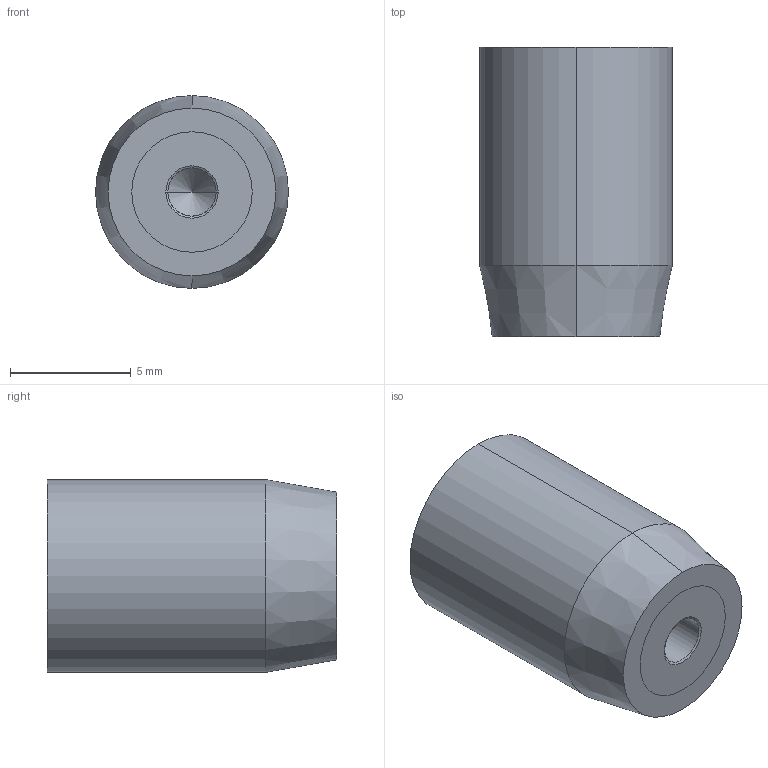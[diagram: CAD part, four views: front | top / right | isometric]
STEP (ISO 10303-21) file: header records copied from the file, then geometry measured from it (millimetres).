
FILE_DESCRIPTION (( 'STEP AP214' ), '1' );
FILE_NAME ('VD080512.STEP', '2013-06-27T09:27:34', ( '' ), ( '' ), 'SwSTEP 2.0', 'SolidWorks 2011', '' );
FILE_SCHEMA (( 'AUTOMOTIVE_DESIGN' ));
Length unit declared in the file: millimetre
Products named in the file (3): VD080512; VD 080512-2; VD 080512-1
Assembly tree (2 placements, depth 2):
  VD080512
    VD 080512-2
    VD 080512-1
Bounding box: 8 x 12 x 8 mm (x, y, z)
Volume: 536.6 mm3; surface area: 832.6 mm2
Topology: 2 solids, 2 shells, 28 faces, 60 edges, 37 vertices
Faces by surface type: cylinder 16, cone 6, plane 6
Entity records: 996 total; most frequent: CARTESIAN_POINT 268, DIRECTION 144, ORIENTED_EDGE 116, AXIS2_PLACEMENT_3D 61, EDGE_CURVE 58, VERTEX_POINT 37, EDGE_LOOP 37, FACE_OUTER_BOUND 28
